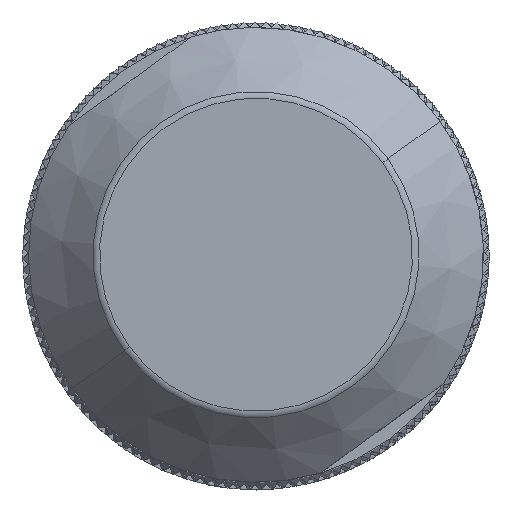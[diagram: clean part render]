
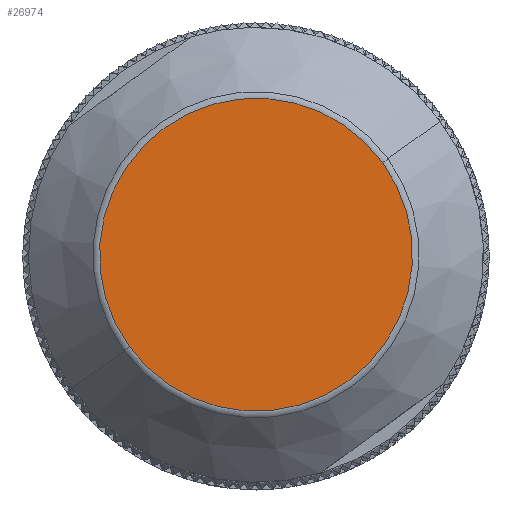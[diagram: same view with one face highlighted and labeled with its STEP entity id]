
A CAD part, top view. The second image highlights one B-rep face of the part: STEP entity #26974.
In plain terms, the highlighted planar face has unit normal (0, 0, 1).
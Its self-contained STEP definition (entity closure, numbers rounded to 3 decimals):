
#18428=AXIS2_PLACEMENT_3D('Circle Axis2P3D',#18426,#18427,$) ;
#18452=AXIS2_PLACEMENT_3D('Circle Axis2P3D',#18450,#18451,$) ;
#26968=AXIS2_PLACEMENT_3D('Plane Axis2P3D',#26965,#26966,#26967) ;
#18423=CARTESIAN_POINT('Vertex',(19.29,17.433,70.3)) ;
#18426=CARTESIAN_POINT('Axis2P3D Location',(12.5,12.5,70.3)) ;
#18430=CARTESIAN_POINT('Vertex',(5.71,7.567,70.3)) ;
#18450=CARTESIAN_POINT('Axis2P3D Location',(12.5,12.5,70.3)) ;
#26965=CARTESIAN_POINT('Axis2P3D Location',(16.379,7.16,70.3)) ;
#18427=DIRECTION('Axis2P3D Direction',(0.,0.,-1.)) ;
#18451=DIRECTION('Axis2P3D Direction',(0.,0.,-1.)) ;
#26966=DIRECTION('Axis2P3D Direction',(0.,0.,-1.)) ;
#26967=DIRECTION('Axis2P3D XDirection',(-0.809,-0.588,0.)) ;
#26971=ORIENTED_EDGE('',*,*,#18454,.T.) ;
#26972=ORIENTED_EDGE('',*,*,#18432,.T.) ;
#26974=ADVANCED_FACE('Hauptkoerper',(#26973),#26969,.F.) ;
#18429=CIRCLE('generated circle',#18428,8.393) ;
#18453=CIRCLE('generated circle',#18452,8.393) ;
#18432=EDGE_CURVE('',#18431,#18424,#18429,.F.) ;
#18454=EDGE_CURVE('',#18424,#18431,#18453,.F.) ;
#26970=EDGE_LOOP('',(#26971,#26972)) ;
#26973=FACE_OUTER_BOUND('',#26970,.T.) ;
#26969=PLANE('',#26968) ;
#18424=VERTEX_POINT('',#18423) ;
#18431=VERTEX_POINT('',#18430) ;
